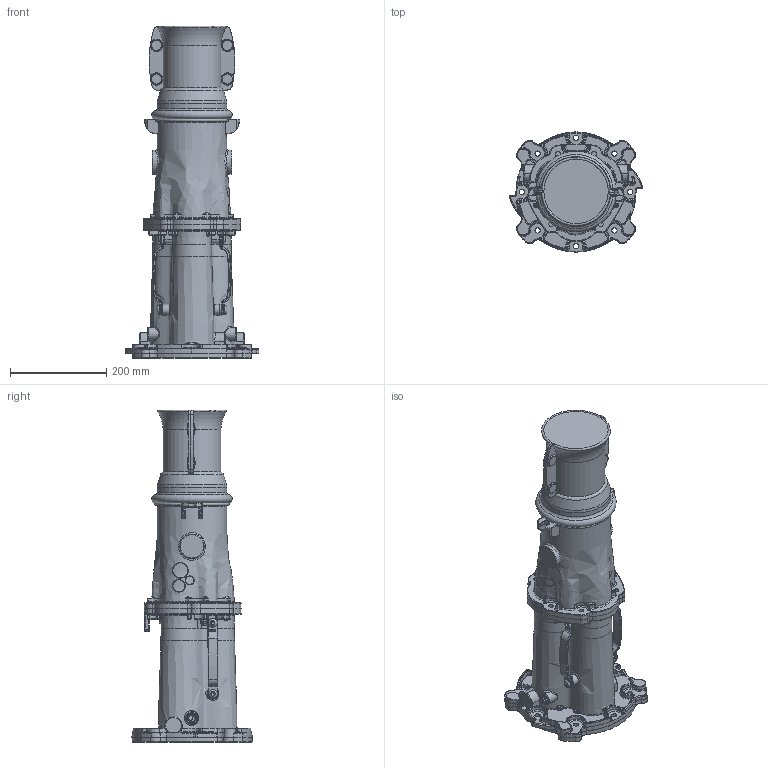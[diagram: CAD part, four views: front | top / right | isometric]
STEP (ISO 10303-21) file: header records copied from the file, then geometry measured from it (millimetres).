
FILE_DESCRIPTION(/* description */ ('Ex118B Body SS RF'),/* implementation_level */ '2;1');
FILE_NAME(/* name */ 'RS940SSRF_SLD body with Unarmoured Cable Gland RS1121SS_SLD.stp',/* time_stamp */ '2022-09-09T19:27:14+10:00',/* author */ ('a.tao491'),/* organization */ (''),/* preprocessor_version */ 'ST-DEVELOPER v16.5',/* originating_system */ 'Autodesk Inventor 2017',/* authorisation */ '');
FILE_SCHEMA (('AUTOMOTIVE_DESIGN { 1 0 10303 214 3 1 1 }'));
Products named in the file (8): RS940SSRF; Part3; Flange; 2495_SLD; Screw GB/T 70.2-2000 M10 X 16; RS1121SS_SLD; 2482; 2670_SLD V2
Assembly tree (11 placements, depth 3):
  RS940SSRF
    Part3  x2
    Flange
    2495_SLD
    Screw GB/T 70.2-2000 M10 X 16  x4
    RS1121SS_SLD
      2482
      2670_SLD V2
Bounding box: 277.12 x 249.35 x 688.89 mm (x, y, z)
Volume: 12826144.4 mm3; surface area: 771624.9 mm2
Topology: 10 solids, 10 shells, 1864 faces, 4623 edges, 2758 vertices
Faces by surface type: bspline 447, torus 436, cone 334, cylinder 328, plane 249, sphere 70
Full cylindrical faces by diameter (mm): 8.376 x4, 10 x4, 10.2 x12, 11 x20, 17.5 x4, 22 x3, 144.99 x1
Entity records: 112903 total; most frequent: CARTESIAN_POINT 73424, ORIENTED_EDGE 8376, DIRECTION 8142, EDGE_CURVE 4188, AXIS2_PLACEMENT_3D 3675, VERTEX_POINT 2579, CIRCLE 2147, EDGE_LOOP 1935
